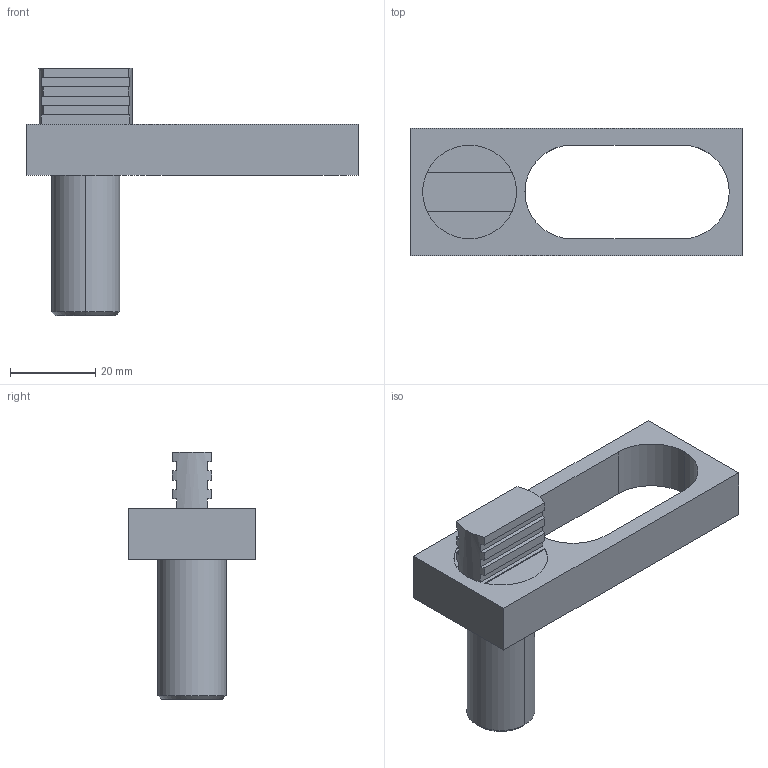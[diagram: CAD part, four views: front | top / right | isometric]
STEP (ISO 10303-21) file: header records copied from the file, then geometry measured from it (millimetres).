
FILE_DESCRIPTION(('STEP AP214'),'1');
FILE_NAME(' ',' ',('TraceParts'),('TraceParts S.A.'),'XStep 1.0',' ',' ');
FILE_SCHEMA(('automotive_design'));
Length unit declared in the file: millimetre
Products named in the file (1): 1
Bounding box: 78 x 30 x 58.2 mm (x, y, z)
Volume: 25543.3 mm3; surface area: 9475.2 mm2
Topology: 1 solids, 1 shells, 50 faces, 130 edges, 86 vertices
Faces by surface type: plane 36, cylinder 10, cone 4
Entity records: 3052 total; most frequent: DIRECTION 278, STYLED_ITEM 267, PRESENTATION_STYLE_ASSIGNMENT 267, CARTESIAN_POINT 267, COLOUR_RGB 267, ORIENTED_EDGE 260, EDGE_CURVE 130, CURVE_STYLE 130
